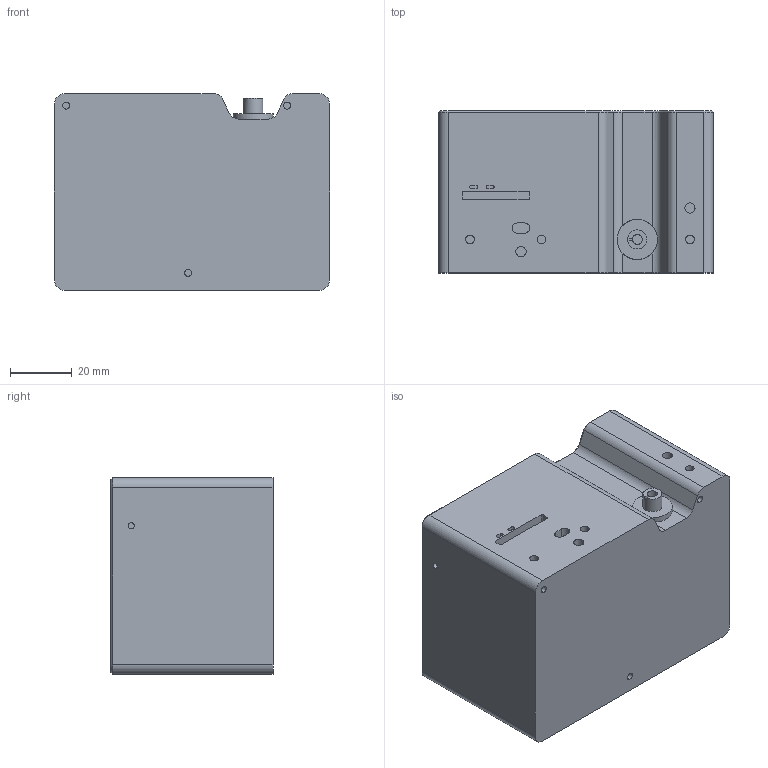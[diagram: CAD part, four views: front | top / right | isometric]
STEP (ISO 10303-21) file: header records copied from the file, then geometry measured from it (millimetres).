
FILE_DESCRIPTION (( 'STEP AP203' ), '1' );
FILE_NAME ('226-00000-001_CD-para-STEP.STEP', '2017-09-20T12:52:11', ( 'Ocean User' ), ( '' ), 'SwSTEP 2.0', 'SolidWorks 2015', '' );
FILE_SCHEMA (( 'CONFIG_CONTROL_DESIGN' ));
Length unit declared in the file: inch
Products named in the file (1): 226-00000-001_CD-para-STEP
Bounding box: 88.9 x 52.37 x 63.5 mm (x, y, z)
Volume: 286587.6 mm3; surface area: 28125.7 mm2
Topology: 1 solids, 1 shells, 136 faces, 323 edges, 210 vertices
Faces by surface type: plane 75, cylinder 53, cone 8
Entity records: 4044 total; most frequent: DIRECTION 711, CARTESIAN_POINT 706, ORIENTED_EDGE 646, EDGE_CURVE 323, AXIS2_PLACEMENT_3D 255, VERTEX_POINT 210, LINE 201, VECTOR 201
